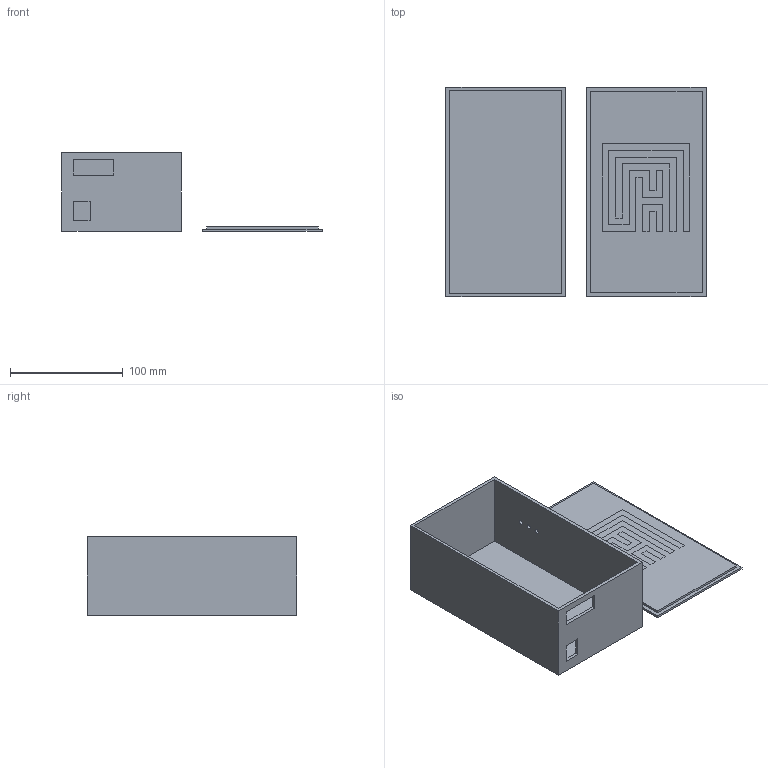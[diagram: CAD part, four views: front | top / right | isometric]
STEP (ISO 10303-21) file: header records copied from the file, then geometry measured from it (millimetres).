
FILE_DESCRIPTION(('HOOPS Exchange Step'),'2;1');
FILE_NAME('temp_export','2025-03-30T13:34:08-04:00',('anwaypimpalkar'),('Shapr3D Limited'),'HOOPS Exchange 2024.2','Shapr3D','Authorized');
FILE_SCHEMA( ('AUTOMOTIVE_DESIGN { 1 0 10303 214 1 1 1 1 }') );
Length unit declared in the file: millimetre
Products named in the file (1): root
Bounding box: 231 x 186 x 70 mm (x, y, z)
Volume: 246603.9 mm3; surface area: 167963.7 mm2
Topology: 5 solids, 5 shells, 111 faces, 300 edges, 201 vertices
Faces by surface type: plane 108, cylinder 3
Full cylindrical faces by diameter (mm): 4 x3
Entity records: 3486 total; most frequent: CARTESIAN_POINT 613, ORIENTED_EDGE 600, DIRECTION 533, EDGE_CURVE 300, VECTOR 291, LINE 291, VERTEX_POINT 201, EDGE_LOOP 129
